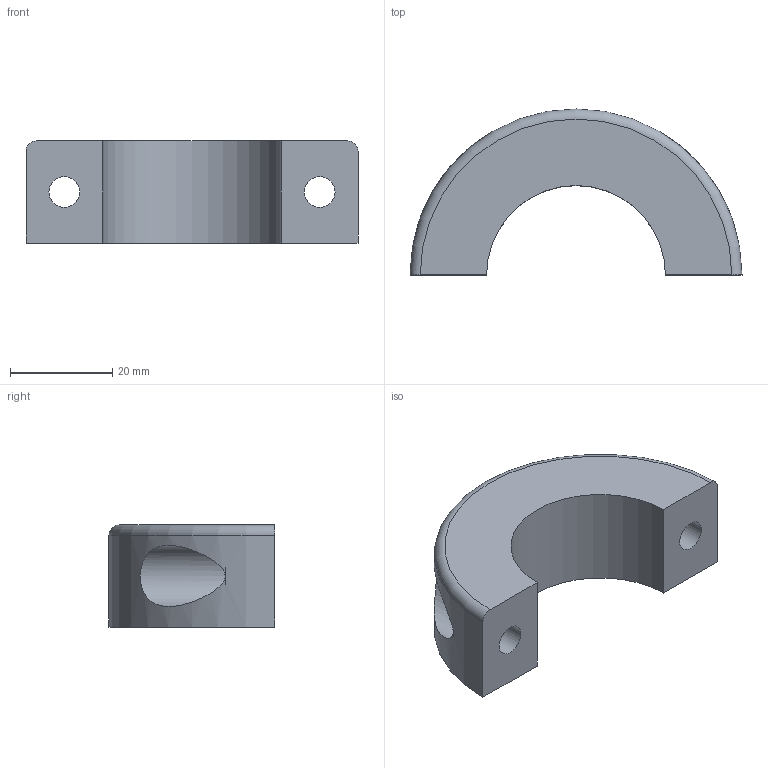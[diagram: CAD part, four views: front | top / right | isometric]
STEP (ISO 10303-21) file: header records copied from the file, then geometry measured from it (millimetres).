
FILE_DESCRIPTION(('FreeCAD Model'),'2;1');
FILE_NAME('Open CASCADE Shape Model','2023-01-22T10:44:57',(''),(''), 'Open CASCADE STEP processor 7.6','FreeCAD','Unknown');
FILE_SCHEMA(('AUTOMOTIVE_DESIGN { 1 0 10303 214 1 1 1 1 }'));
Length unit declared in the file: millimetre
Products named in the file (1): vorne oben fertig
Bounding box: 65 x 32.5 x 20 mm (x, y, z)
Volume: 18116.6 mm3; surface area: 7732.6 mm2
Topology: 1 solids, 1 shells, 22 faces, 56 edges, 36 vertices
Faces by surface type: cylinder 8, plane 8, bspline 3, cone 2, torus 1
Full cylindrical faces by diameter (mm): 6 x2, 12 x2
Entity records: 4524 total; most frequent: CARTESIAN_POINT 3454, DIRECTION 183, ORIENTED_EDGE 108, PCURVE 108, DEFINITIONAL_REPRESENTATION 108, LINE 91, VECTOR 91, EDGE_CURVE 54
